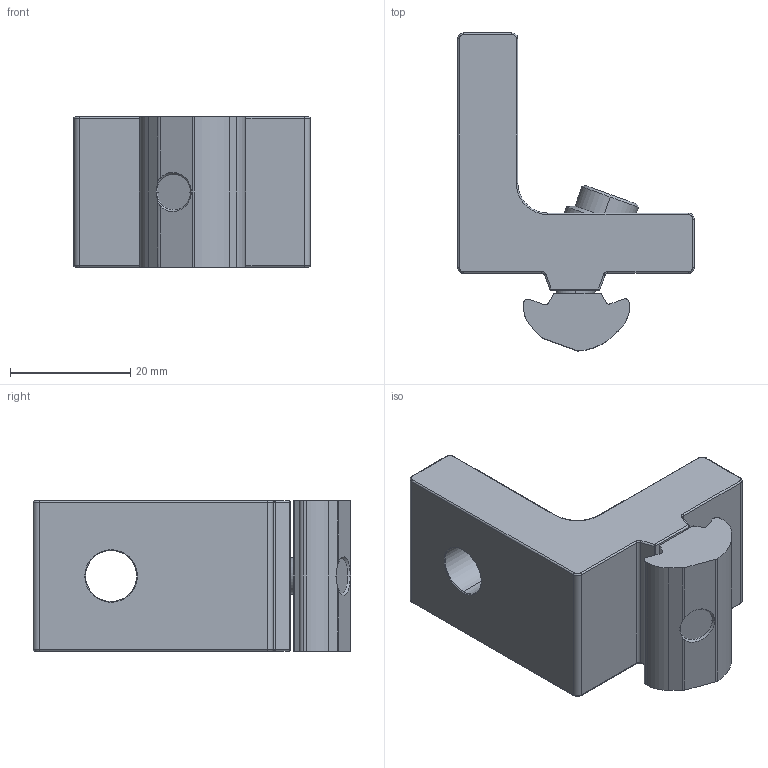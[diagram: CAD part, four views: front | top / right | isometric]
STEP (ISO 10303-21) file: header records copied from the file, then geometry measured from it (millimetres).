
FILE_DESCRIPTION (( 'STEP AP214' ), '1' );
FILE_NAME ('25mm Universal Perpendicular Bracket Kit.step', '2020-03-06T23:14:14', ( '' ), ( '' ), 'SwSTEP 2.0', 'SolidWorks 2018', '' );
FILE_SCHEMA (( 'AUTOMOTIVE_DESIGN' ));
Length unit declared in the file: millimetre
Products named in the file (1): 25mm Universal Perpendicular Bracket Kit
Bounding box: 39.38 x 52.94 x 25 mm (x, y, z)
Volume: 20738.6 mm3; surface area: 8123.3 mm2
Topology: 3 solids, 3 shells, 135 faces, 315 edges, 184 vertices
Faces by surface type: cylinder 57, plane 33, torus 20, bspline 11, cone 10, sphere 4
Entity records: 4178 total; most frequent: CARTESIAN_POINT 1065, DIRECTION 675, ORIENTED_EDGE 622, EDGE_CURVE 311, AXIS2_PLACEMENT_3D 268, VERTEX_POINT 184, EDGE_LOOP 143, CIRCLE 143
